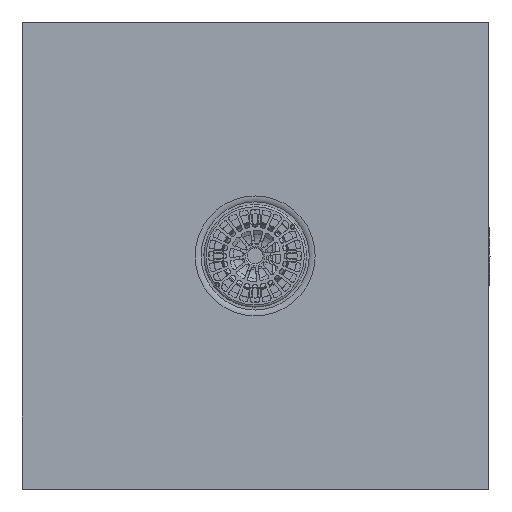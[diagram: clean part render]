
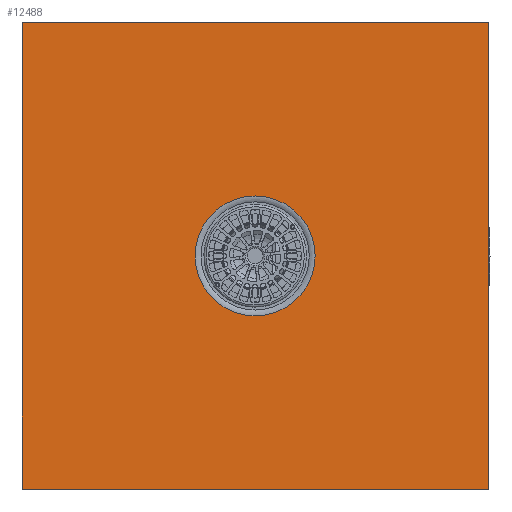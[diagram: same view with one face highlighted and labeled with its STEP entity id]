
A CAD part, top view. The second image highlights one B-rep face of the part: STEP entity #12488.
In plain terms, the highlighted planar face has unit normal (0, 0, 1).
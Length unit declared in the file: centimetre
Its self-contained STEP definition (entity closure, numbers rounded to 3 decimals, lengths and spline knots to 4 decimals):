
#574=FACE_BOUND('',#3897,.T.);
#716=PLANE('',#13867);
#1614=LINE('',#24902,#2333);
#1618=LINE('',#24909,#2337);
#1621=LINE('',#24915,#2340);
#1622=LINE('',#24917,#2341);
#2333=VECTOR('',#17148,1.);
#2337=VECTOR('',#17154,1.);
#2340=VECTOR('',#17159,1.);
#2341=VECTOR('',#17162,1.);
#3103=FACE_OUTER_BOUND('',#3896,.T.);
#3896=EDGE_LOOP('',(#11074,#11075,#11076,#11077));
#3897=EDGE_LOOP('',(#11078));
#4728=CIRCLE('',#13837,64.3137);
#5878=VERTEX_POINT('',#24853);
#5893=VERTEX_POINT('',#24899);
#5894=VERTEX_POINT('',#24901);
#5896=VERTEX_POINT('',#24907);
#5898=VERTEX_POINT('',#24913);
#7633=EDGE_CURVE('',#5878,#5878,#4728,.T.);
#7656=EDGE_CURVE('',#5893,#5894,#1614,.T.);
#7660=EDGE_CURVE('',#5896,#5893,#1618,.T.);
#7663=EDGE_CURVE('',#5898,#5896,#1621,.T.);
#7664=EDGE_CURVE('',#5894,#5898,#1622,.T.);
#11074=ORIENTED_EDGE('',*,*,#7656,.F.);
#11075=ORIENTED_EDGE('',*,*,#7660,.F.);
#11076=ORIENTED_EDGE('',*,*,#7663,.F.);
#11077=ORIENTED_EDGE('',*,*,#7664,.F.);
#11078=ORIENTED_EDGE('',*,*,#7633,.T.);
#12488=ADVANCED_FACE('',(#3103,#574),#716,.F.);
#13837=AXIS2_PLACEMENT_3D('',#24854,#17088,#17089);
#13867=AXIS2_PLACEMENT_3D('',#24916,#17160,#17161);
#17088=DIRECTION('center_axis',(0.,0.,-1.));
#17089=DIRECTION('ref_axis',(1.,0.,0.));
#17148=DIRECTION('',(0.,-1.,0.));
#17154=DIRECTION('',(1.,0.,0.));
#17159=DIRECTION('',(0.,1.,0.));
#17160=DIRECTION('center_axis',(0.,0.,-1.));
#17161=DIRECTION('ref_axis',(-1.,0.,0.));
#17162=DIRECTION('',(-1.,0.,0.));
#24853=CARTESIAN_POINT('',(1557.9921,157.6675,170.3595));
#24854=CARTESIAN_POINT('Origin',(1557.9921,221.9812,170.3595));
#24899=CARTESIAN_POINT('',(1807.9921,471.9812,170.3595));
#24901=CARTESIAN_POINT('',(1807.9921,-28.0188,170.3595));
#24902=CARTESIAN_POINT('',(1807.9921,221.9812,170.3595));
#24907=CARTESIAN_POINT('',(1307.9921,471.9812,170.3595));
#24909=CARTESIAN_POINT('',(1557.9921,471.9812,170.3595));
#24913=CARTESIAN_POINT('',(1307.9921,-28.0188,170.3595));
#24915=CARTESIAN_POINT('',(1307.9921,221.9812,170.3595));
#24916=CARTESIAN_POINT('Origin',(1557.9921,221.9812,170.3595));
#24917=CARTESIAN_POINT('',(1557.9921,-28.0188,170.3595));
